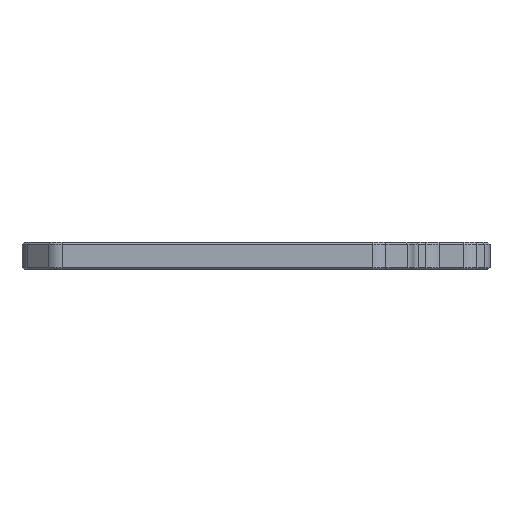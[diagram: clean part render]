
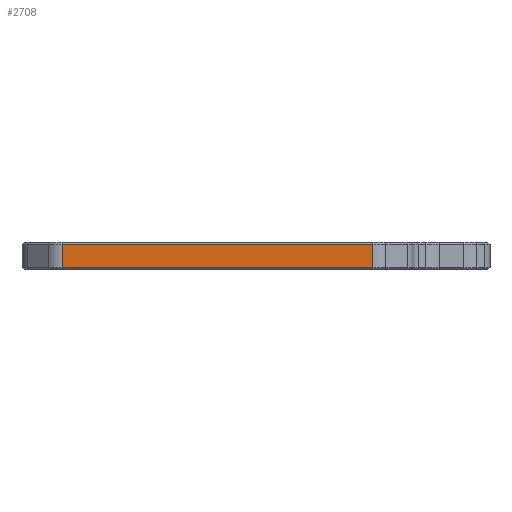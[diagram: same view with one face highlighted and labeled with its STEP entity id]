
A CAD part, front view. The second image highlights one B-rep face of the part: STEP entity #2708.
In plain terms, the highlighted planar face has unit normal (0, -1, 0).
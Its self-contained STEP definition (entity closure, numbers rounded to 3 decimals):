
#339=FACE_OUTER_BOUND('',#537,.T.);
#537=EDGE_LOOP('',(#2186,#2187,#2188,#2189));
#780=LINE('',#4492,#1042);
#781=LINE('',#4494,#1043);
#782=LINE('',#4496,#1044);
#783=LINE('',#4497,#1045);
#1042=VECTOR('',#3591,1000.);
#1043=VECTOR('',#3592,1000.);
#1044=VECTOR('',#3593,1000.);
#1045=VECTOR('',#3594,1000.);
#1329=VERTEX_POINT('',#4490);
#1330=VERTEX_POINT('',#4491);
#1331=VERTEX_POINT('',#4493);
#1332=VERTEX_POINT('',#4495);
#1631=EDGE_CURVE('',#1329,#1330,#780,.T.);
#1632=EDGE_CURVE('',#1330,#1331,#781,.T.);
#1633=EDGE_CURVE('',#1331,#1332,#782,.T.);
#1634=EDGE_CURVE('',#1332,#1329,#783,.T.);
#2186=ORIENTED_EDGE('',*,*,#1631,.T.);
#2187=ORIENTED_EDGE('',*,*,#1632,.T.);
#2188=ORIENTED_EDGE('',*,*,#1633,.T.);
#2189=ORIENTED_EDGE('',*,*,#1634,.T.);
#2590=PLANE('',#2981);
#2708=ADVANCED_FACE('',(#339),#2590,.F.);
#2981=AXIS2_PLACEMENT_3D('',#4489,#3589,#3590);
#3589=DIRECTION('center_axis',(0.,1.,0.));
#3590=DIRECTION('ref_axis',(1.,0.,0.));
#3591=DIRECTION('',(0.,0.,1.));
#3592=DIRECTION('',(-1.,0.,0.));
#3593=DIRECTION('',(0.,0.,-1.));
#3594=DIRECTION('',(1.,0.,0.));
#4489=CARTESIAN_POINT('Origin',(3.597,8.551,0.));
#4490=CARTESIAN_POINT('',(38.033,8.551,0.25));
#4491=CARTESIAN_POINT('',(38.033,8.551,2.75));
#4492=CARTESIAN_POINT('',(38.033,8.551,0.));
#4493=CARTESIAN_POINT('',(4.425,8.551,2.75));
#4494=CARTESIAN_POINT('',(3.597,8.551,2.75));
#4495=CARTESIAN_POINT('',(4.425,8.551,0.25));
#4496=CARTESIAN_POINT('',(4.425,8.551,0.));
#4497=CARTESIAN_POINT('',(38.033,8.551,0.25));
